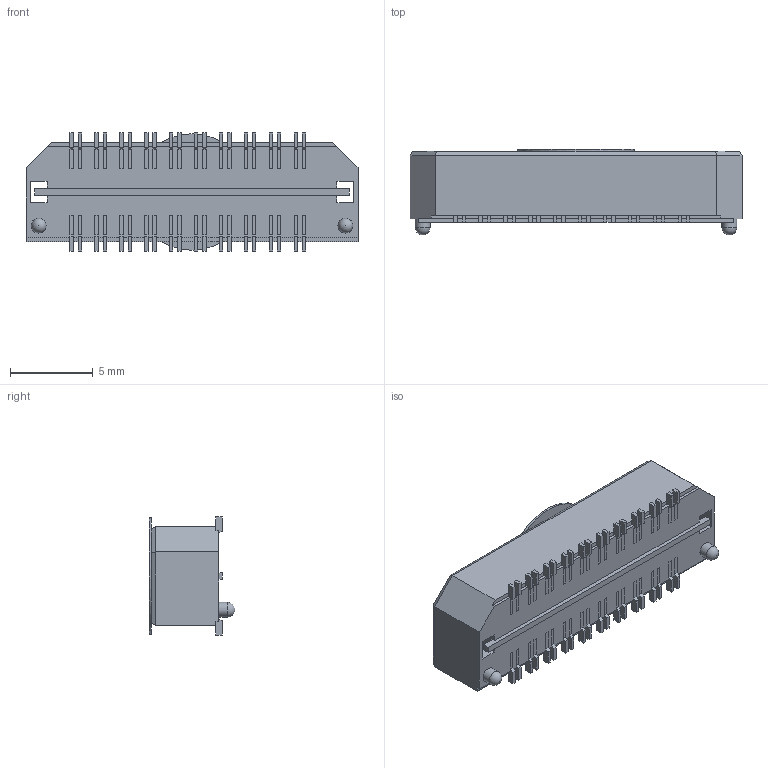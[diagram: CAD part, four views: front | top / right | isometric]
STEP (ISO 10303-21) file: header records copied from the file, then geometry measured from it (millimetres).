
FILE_DESCRIPTION(/* description */ ('STEP AP214'),/* implementation_level */ '2;1');
FILE_NAME(/* name */ 'QTH-020-01-F-D-DP-A-K-TR',/* time_stamp */ '2023-08-01T13:15:30+02:00',/* author */ ('License CC BY-ND 4.0'),/* organization */ ('CADENAS'),/* preprocessor_version */ 'ST-DEVELOPER v19.3',/* originating_system */ 'PARTsolutions',/* authorisation */ ' ');
FILE_SCHEMA (('AUTOMOTIVE_DESIGN {1 0 10303 214 3 1 1}'));
Length unit declared in the file: inch
Products named in the file (4): QTH-020-01-F-D-DP-A-K-TR; T-1G1-01_imp; T-1S39-01(-020-01-D-DP)_pin; TQTH-020-01-F-D-DP-A-K-TR_terminal
Assembly tree (3 placements, depth 2):
  QTH-020-01-F-D-DP-A-K-TR
    T-1G1-01_imp
    T-1S39-01(-020-01-D-DP)_pin
    TQTH-020-01-F-D-DP-A-K-TR_terminal
Bounding box: 20 x 5.16 x 7.11 mm (x, y, z)
Volume: 333.2 mm3; surface area: 1272.5 mm2
Topology: 3 solids, 3 shells, 1080 faces, 3213 edges, 2136 vertices
Faces by surface type: plane 1033, cylinder 45, sphere 2
Full cylindrical faces by diameter (mm): 0.889 x2, 7.01 x1
Entity records: 37403 total; most frequent: CARTESIAN_POINT 6418, ORIENTED_EDGE 6406, DIRECTION 5472, EDGE_CURVE 3203, LINE 3102, VECTOR 3102, VERTEX_POINT 2131, AXIS2_PLACEMENT_3D 1185
